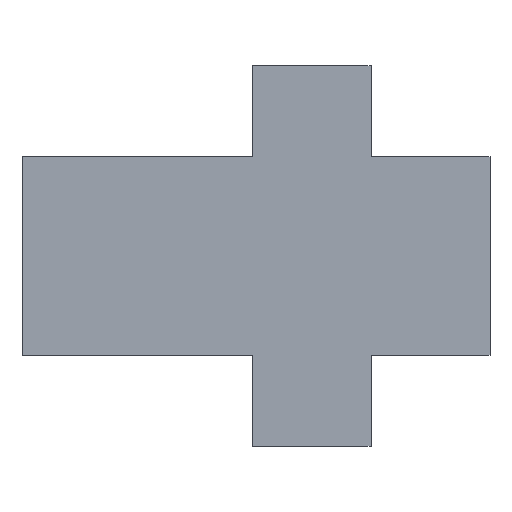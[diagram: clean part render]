
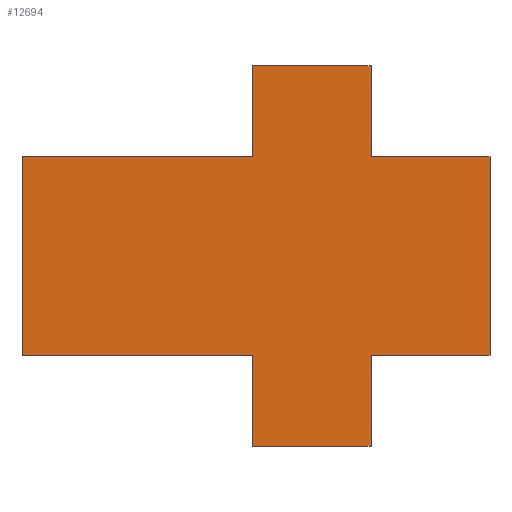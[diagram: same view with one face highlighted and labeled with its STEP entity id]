
A CAD part, left-side view. The second image highlights one B-rep face of the part: STEP entity #12694.
In plain terms, the highlighted planar face has unit normal (-1, 0, 0).
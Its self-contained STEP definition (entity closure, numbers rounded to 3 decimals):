
#14 = CARTESIAN_POINT ( 'NONE',  ( -30., 0.2, 2.5 ) ) ;
#82 = VECTOR ( 'NONE', #12875, 1000. ) ;
#520 = ORIENTED_EDGE ( 'NONE', *, *, #13063, .T. ) ;
#736 = LINE ( 'NONE', #12120, #1206 ) ;
#750 = VERTEX_POINT ( 'NONE', #1791 ) ;
#821 = ORIENTED_EDGE ( 'NONE', *, *, #14147, .F. ) ;
#892 = DIRECTION ( 'NONE',  ( 0., -1., 0. ) ) ;
#1206 = VECTOR ( 'NONE', #7723, 1000. ) ;
#1382 = CARTESIAN_POINT ( 'NONE',  ( -30., -5.8, 2.5 ) ) ;
#1475 = VECTOR ( 'NONE', #8030, 1000. ) ;
#1552 = VERTEX_POINT ( 'NONE', #12516 ) ;
#1791 = CARTESIAN_POINT ( 'NONE',  ( -30., -2.8, 2.5 ) ) ;
#2025 = VERTEX_POINT ( 'NONE', #14 ) ;
#2307 = VERTEX_POINT ( 'NONE', #14080 ) ;
#2365 = CARTESIAN_POINT ( 'NONE',  ( -30., 0.2, -4.8 ) ) ;
#2464 = PLANE ( 'NONE',  #3488 ) ;
#2759 = VERTEX_POINT ( 'NONE', #7424 ) ;
#2777 = ORIENTED_EDGE ( 'NONE', *, *, #9327, .T. ) ;
#2911 = LINE ( 'NONE', #11992, #6768 ) ;
#3178 = LINE ( 'NONE', #4322, #3309 ) ;
#3309 = VECTOR ( 'NONE', #9819, 1000. ) ;
#3469 = DIRECTION ( 'NONE',  ( 1., 0., 0. ) ) ;
#3488 = AXIS2_PLACEMENT_3D ( 'NONE', #5706, #3469, #10045 ) ;
#3652 = LINE ( 'NONE', #2365, #9748 ) ;
#4015 = DIRECTION ( 'NONE',  ( 0., 0., 1. ) ) ;
#4118 = DIRECTION ( 'NONE',  ( 0., 0., -1. ) ) ;
#4124 = CARTESIAN_POINT ( 'NONE',  ( -30., -5.8, -2.5 ) ) ;
#4314 = ORIENTED_EDGE ( 'NONE', *, *, #7008, .T. ) ;
#4322 = CARTESIAN_POINT ( 'NONE',  ( -30., 0.2, 4.8 ) ) ;
#4363 = VERTEX_POINT ( 'NONE', #4962 ) ;
#4403 = EDGE_CURVE ( 'NONE', #8871, #4693, #11887, .T. ) ;
#4480 = VERTEX_POINT ( 'NONE', #14124 ) ;
#4602 = ORIENTED_EDGE ( 'NONE', *, *, #7722, .T. ) ;
#4631 = CARTESIAN_POINT ( 'NONE',  ( -30., 6., 2.5 ) ) ;
#4693 = VERTEX_POINT ( 'NONE', #11443 ) ;
#4745 = ORIENTED_EDGE ( 'NONE', *, *, #4403, .T. ) ;
#4802 = EDGE_CURVE ( 'NONE', #12705, #2307, #9562, .T. ) ;
#4962 = CARTESIAN_POINT ( 'NONE',  ( -30., 0.2, 4.8 ) ) ;
#5071 = ORIENTED_EDGE ( 'NONE', *, *, #5911, .T. ) ;
#5174 = CARTESIAN_POINT ( 'NONE',  ( -30., -2.8, 4.8 ) ) ;
#5706 = CARTESIAN_POINT ( 'NONE',  ( -30., 6., 2.5 ) ) ;
#5911 = EDGE_CURVE ( 'NONE', #2759, #4363, #10565, .T. ) ;
#5952 = VERTEX_POINT ( 'NONE', #4124 ) ;
#6405 = VECTOR ( 'NONE', #9625, 1000. ) ;
#6475 = EDGE_CURVE ( 'NONE', #7592, #12705, #9613, .T. ) ;
#6679 = EDGE_CURVE ( 'NONE', #5952, #1552, #11559, .T. ) ;
#6768 = VECTOR ( 'NONE', #892, 1000. ) ;
#6794 = FACE_OUTER_BOUND ( 'NONE', #6952, .T. ) ;
#6859 = ORIENTED_EDGE ( 'NONE', *, *, #8881, .T. ) ;
#6952 = EDGE_LOOP ( 'NONE', ( #12380, #520, #5071, #4602, #821, #10442, #7600, #2777, #4314, #4745, #6859, #10704 ) ) ;
#7008 = EDGE_CURVE ( 'NONE', #4480, #8871, #3652, .T. ) ;
#7201 = VECTOR ( 'NONE', #10327, 1000. ) ;
#7424 = CARTESIAN_POINT ( 'NONE',  ( -30., -2.8, 4.8 ) ) ;
#7464 = CARTESIAN_POINT ( 'NONE',  ( -30., 0.2, 4.8 ) ) ;
#7592 = VERTEX_POINT ( 'NONE', #10841 ) ;
#7600 = ORIENTED_EDGE ( 'NONE', *, *, #4802, .T. ) ;
#7609 = EDGE_CURVE ( 'NONE', #750, #1552, #2911, .T. ) ;
#7640 = VECTOR ( 'NONE', #13025, 1000. ) ;
#7722 = EDGE_CURVE ( 'NONE', #4363, #2025, #8892, .T. ) ;
#7723 = DIRECTION ( 'NONE',  ( 0., 0., 1. ) ) ;
#8030 = DIRECTION ( 'NONE',  ( 0., -1., 0. ) ) ;
#8540 = CARTESIAN_POINT ( 'NONE',  ( -30., -2.8, -4.8 ) ) ;
#8584 = VECTOR ( 'NONE', #4118, 1000. ) ;
#8871 = VERTEX_POINT ( 'NONE', #8540 ) ;
#8881 = EDGE_CURVE ( 'NONE', #4693, #5952, #13962, .T. ) ;
#8892 = LINE ( 'NONE', #13295, #9544 ) ;
#9327 = EDGE_CURVE ( 'NONE', #2307, #4480, #3178, .T. ) ;
#9544 = VECTOR ( 'NONE', #9976, 1000. ) ;
#9562 = LINE ( 'NONE', #11660, #6405 ) ;
#9613 = LINE ( 'NONE', #14020, #8584 ) ;
#9625 = DIRECTION ( 'NONE',  ( 0., -1., 0. ) ) ;
#9748 = VECTOR ( 'NONE', #10017, 1000. ) ;
#9819 = DIRECTION ( 'NONE',  ( 0., 0., -1. ) ) ;
#9976 = DIRECTION ( 'NONE',  ( 0., 0., -1. ) ) ;
#10017 = DIRECTION ( 'NONE',  ( 0., -1., 0. ) ) ;
#10045 = DIRECTION ( 'NONE',  ( 0., 0., -1. ) ) ;
#10327 = DIRECTION ( 'NONE',  ( 0., 0., 1. ) ) ;
#10442 = ORIENTED_EDGE ( 'NONE', *, *, #6475, .T. ) ;
#10565 = LINE ( 'NONE', #7464, #7640 ) ;
#10704 = ORIENTED_EDGE ( 'NONE', *, *, #6679, .T. ) ;
#10841 = CARTESIAN_POINT ( 'NONE',  ( -30., 5.988, 2.5 ) ) ;
#11343 = CARTESIAN_POINT ( 'NONE',  ( -30., 5.988, -2.5 ) ) ;
#11443 = CARTESIAN_POINT ( 'NONE',  ( -30., -2.8, -2.5 ) ) ;
#11559 = LINE ( 'NONE', #1382, #7201 ) ;
#11660 = CARTESIAN_POINT ( 'NONE',  ( -30., 6., -2.5 ) ) ;
#11887 = LINE ( 'NONE', #5174, #14110 ) ;
#11992 = CARTESIAN_POINT ( 'NONE',  ( -30., 6., 2.5 ) ) ;
#11995 = CARTESIAN_POINT ( 'NONE',  ( -30., 6., -2.5 ) ) ;
#12120 = CARTESIAN_POINT ( 'NONE',  ( -30., -2.8, 4.8 ) ) ;
#12380 = ORIENTED_EDGE ( 'NONE', *, *, #7609, .F. ) ;
#12516 = CARTESIAN_POINT ( 'NONE',  ( -30., -5.8, 2.5 ) ) ;
#12694 = ADVANCED_FACE ( 'NONE', ( #6794 ), #2464, .F. ) ;
#12705 = VERTEX_POINT ( 'NONE', #11343 ) ;
#12875 = DIRECTION ( 'NONE',  ( 0., -1., 0. ) ) ;
#12954 = LINE ( 'NONE', #4631, #1475 ) ;
#13025 = DIRECTION ( 'NONE',  ( 0., 1., 0. ) ) ;
#13063 = EDGE_CURVE ( 'NONE', #750, #2759, #736, .T. ) ;
#13295 = CARTESIAN_POINT ( 'NONE',  ( -30., 0.2, 4.8 ) ) ;
#13962 = LINE ( 'NONE', #11995, #82 ) ;
#14020 = CARTESIAN_POINT ( 'NONE',  ( -30., 5.988, -2.5 ) ) ;
#14080 = CARTESIAN_POINT ( 'NONE',  ( -30., 0.2, -2.5 ) ) ;
#14110 = VECTOR ( 'NONE', #4015, 1000. ) ;
#14124 = CARTESIAN_POINT ( 'NONE',  ( -30., 0.2, -4.8 ) ) ;
#14147 = EDGE_CURVE ( 'NONE', #7592, #2025, #12954, .T. ) ;
